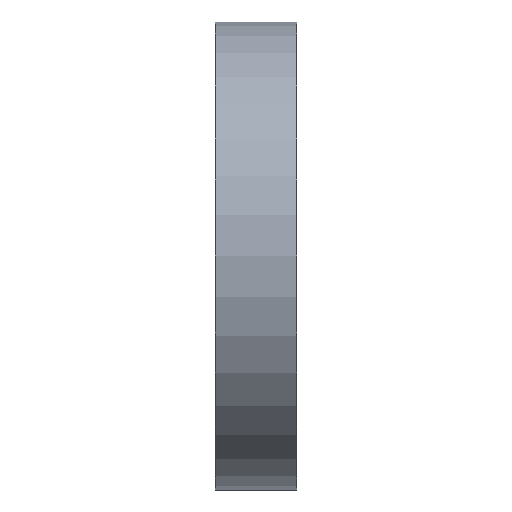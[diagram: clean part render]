
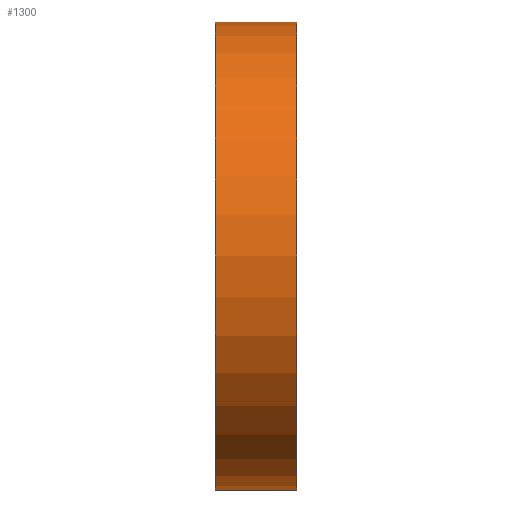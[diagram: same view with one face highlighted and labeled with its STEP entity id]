
A CAD part, left-side view. The second image highlights one B-rep face of the part: STEP entity #1300.
In plain terms, the highlighted cylindrical face has radius 17.28 mm (diameter 34.56 mm), a partial arc.
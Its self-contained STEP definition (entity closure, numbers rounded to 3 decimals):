
#12 = EDGE_CURVE ( 'NONE', #715, #141, #1279, .T. ) ;
#58 = FACE_OUTER_BOUND ( 'NONE', #312, .T. ) ;
#110 = AXIS2_PLACEMENT_3D ( 'NONE', #490, #1195, #898 ) ;
#136 = CIRCLE ( 'NONE', #990, 17.28 ) ;
#141 = VERTEX_POINT ( 'NONE', #1101 ) ;
#144 = CARTESIAN_POINT ( 'NONE',  ( 0., 3.8, 17.28 ) ) ;
#217 = ORIENTED_EDGE ( 'NONE', *, *, #570, .F. ) ;
#237 = CYLINDRICAL_SURFACE ( 'NONE', #1230, 17.28 ) ;
#246 = VECTOR ( 'NONE', #258, 1000. ) ;
#258 = DIRECTION ( 'NONE',  ( 0., -1., 0. ) ) ;
#286 = CARTESIAN_POINT ( 'NONE',  ( 0., 6., 0. ) ) ;
#312 = EDGE_LOOP ( 'NONE', ( #1323, #217, #1062, #496 ) ) ;
#414 = VECTOR ( 'NONE', #576, 1000. ) ;
#428 = CARTESIAN_POINT ( 'NONE',  ( 0., 0., -17.28 ) ) ;
#490 = CARTESIAN_POINT ( 'NONE',  ( 0., 0., 0. ) ) ;
#496 = ORIENTED_EDGE ( 'NONE', *, *, #624, .T. ) ;
#501 = CARTESIAN_POINT ( 'NONE',  ( 0., 6., 17.28 ) ) ;
#515 = VERTEX_POINT ( 'NONE', #1077 ) ;
#570 = EDGE_CURVE ( 'NONE', #515, #715, #136, .T. ) ;
#576 = DIRECTION ( 'NONE',  ( 0., -1., 0. ) ) ;
#624 = EDGE_CURVE ( 'NONE', #1286, #141, #865, .T. ) ;
#639 = DIRECTION ( 'NONE',  ( 0., -1., 0. ) ) ;
#645 = CARTESIAN_POINT ( 'NONE',  ( 0., 3.8, 0. ) ) ;
#677 = DIRECTION ( 'NONE',  ( 0., 1., 0. ) ) ;
#715 = VERTEX_POINT ( 'NONE', #501 ) ;
#865 = CIRCLE ( 'NONE', #110, 17.28 ) ;
#897 = CARTESIAN_POINT ( 'NONE',  ( 0., 3.8, -17.28 ) ) ;
#898 = DIRECTION ( 'NONE',  ( 0., 0., 1. ) ) ;
#990 = AXIS2_PLACEMENT_3D ( 'NONE', #286, #677, #1092 ) ;
#1035 = EDGE_CURVE ( 'NONE', #515, #1286, #1301, .T. ) ;
#1062 = ORIENTED_EDGE ( 'NONE', *, *, #1035, .T. ) ;
#1077 = CARTESIAN_POINT ( 'NONE',  ( 0., 6., -17.28 ) ) ;
#1092 = DIRECTION ( 'NONE',  ( 0., 0., 1. ) ) ;
#1101 = CARTESIAN_POINT ( 'NONE',  ( 0., 0., 17.28 ) ) ;
#1195 = DIRECTION ( 'NONE',  ( 0., 1., 0. ) ) ;
#1230 = AXIS2_PLACEMENT_3D ( 'NONE', #645, #639, #1257 ) ;
#1257 = DIRECTION ( 'NONE',  ( 0., 0., -1. ) ) ;
#1279 = LINE ( 'NONE', #144, #246 ) ;
#1286 = VERTEX_POINT ( 'NONE', #428 ) ;
#1300 = ADVANCED_FACE ( 'NONE', ( #58 ), #237, .T. ) ;
#1301 = LINE ( 'NONE', #897, #414 ) ;
#1323 = ORIENTED_EDGE ( 'NONE', *, *, #12, .F. ) ;
